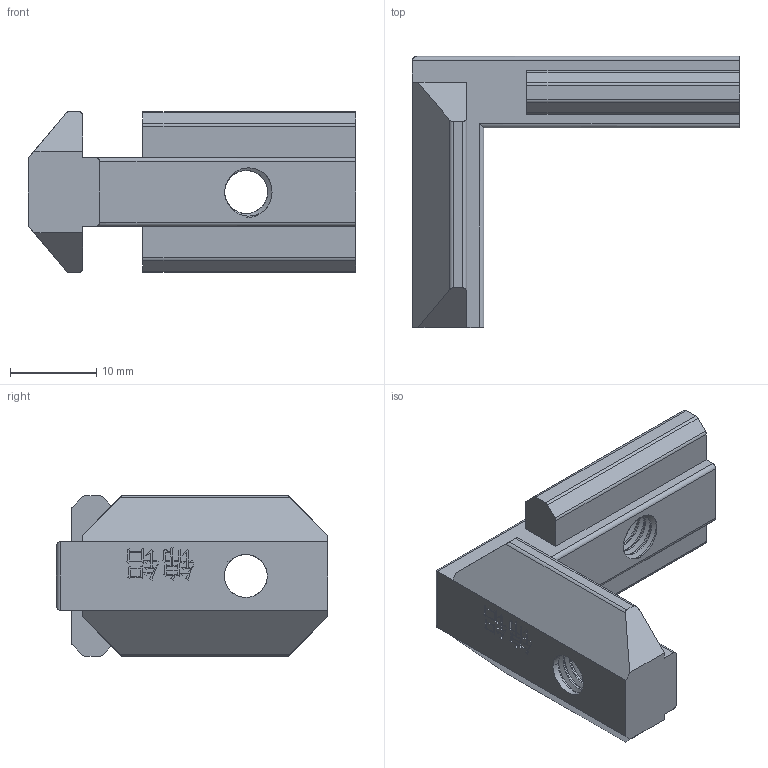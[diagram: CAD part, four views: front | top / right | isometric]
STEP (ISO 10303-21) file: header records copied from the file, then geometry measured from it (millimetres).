
FILE_DESCRIPTION (( 'STEP AP214' ), '1' );
FILE_NAME ('4040角槽连接件（欧标）.STEP', '2019-07-26T00:52:06', ( '微软用户' ), ( '微软中国' ), 'SwSTEP 2.0', 'SolidWorks 2015', '' );
FILE_SCHEMA (( 'AUTOMOTIVE_DESIGN' ));
Length unit declared in the file: millimetre
Products named in the file (1): 4040褒羞蟀諉璃ㄗ韁梓ㄘ
Bounding box: 38 x 31.5 x 18.7 mm (x, y, z)
Volume: 5926.8 mm3; surface area: 3419.4 mm2
Topology: 1 solids, 1 shells, 281 faces, 802 edges, 532 vertices
Faces by surface type: plane 160, cylinder 89, bspline 32
Entity records: 14268 total; most frequent: CARTESIAN_POINT 7440, ORIENTED_EDGE 1604, DIRECTION 1098, EDGE_CURVE 802, VERTEX_POINT 532, VECTOR 530, LINE 530, EDGE_LOOP 294
